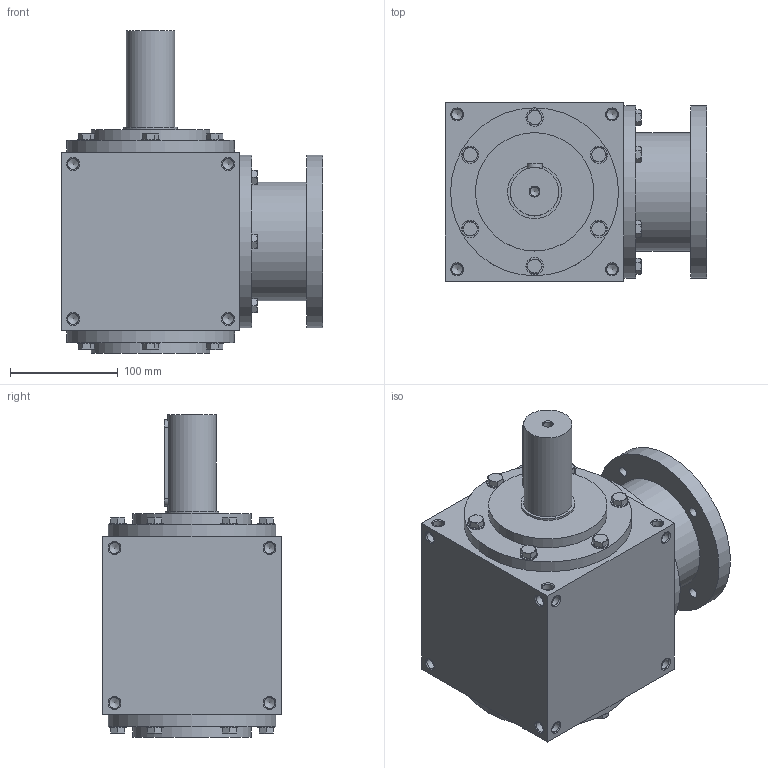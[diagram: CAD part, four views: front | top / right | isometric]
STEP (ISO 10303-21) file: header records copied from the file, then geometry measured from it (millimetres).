
FILE_DESCRIPTION( ( 'STEP AP214' ), '1' );
FILE_NAME( 'MRS166_MS9_R.1_1.5_100-112_B14.stp', '2018-08-15T11:15:49', ( '' ), ( '' ), ' ', 'PARTsolutions', ' ' );
FILE_SCHEMA( ( 'AUTOMOTIVE_DESIGN { 1 0 10303 214 1 1 1 1 }' ) );
Length unit declared in the file: millimetre
Products named in the file (6): MRS166_MS9_R.1/1.5_100-112/B14; _MRS16690-case; _MRX166_10-flange; _166-fl_screw; _RC_RR166-screw; _RS166-proshaft
Assembly tree (21 placements, depth 2):
  MRS166_MS9_R.1/1.5_100-112/B14
    _MRS16690-case
    _MRX166_10-flange
    _166-fl_screw  x6
    _RC_RR166-screw  x12
    _RS166-proshaft
Bounding box: 243 x 166 x 300 mm (x, y, z)
Volume: 6213804.1 mm3; surface area: 365214.3 mm2
Topology: 21 solids, 21 shells, 421 faces, 1008 edges, 621 vertices
Faces by surface type: plane 183, cone 158, cylinder 80
Full cylindrical faces by diameter (mm): 8.376 x1, 9 x4, 10.106 x48, 16 x12, 40 x1, 45 x1, 50 x2, 110 x4, 156 x2, 160 x2
Entity records: 6396 total; most frequent: CARTESIAN_POINT 982, DIRECTION 890, ORIENTED_EDGE 602, AXIS2_PLACEMENT_3D 418, EDGE_LOOP 312, EDGE_CURVE 301, VERTEX_POINT 258, FACE_OUTER_BOUND 241
